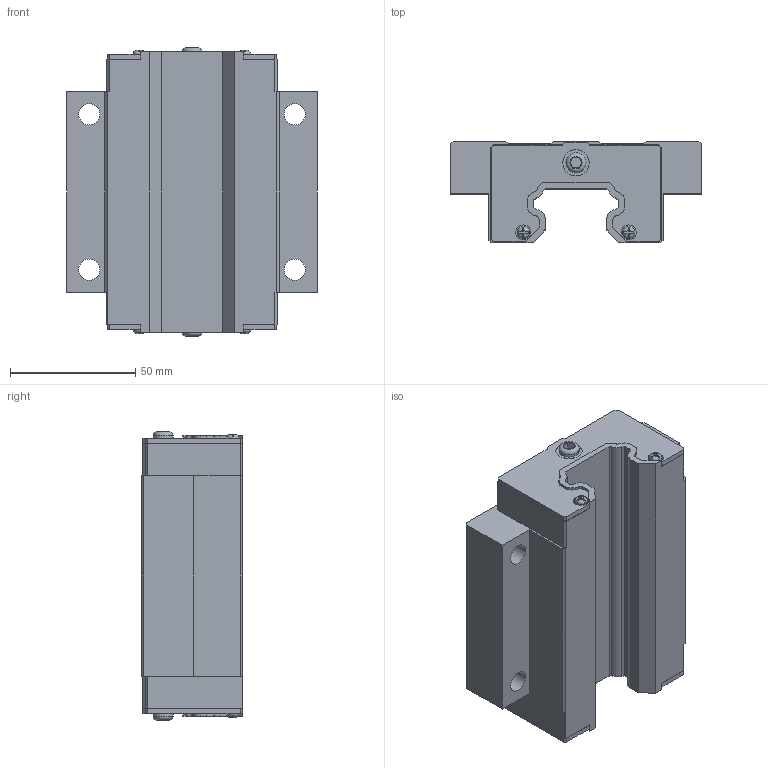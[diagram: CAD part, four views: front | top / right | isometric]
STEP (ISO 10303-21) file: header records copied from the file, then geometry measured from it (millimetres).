
FILE_DESCRIPTION(/* description */ (''),/* implementation_level */ '2;1');
FILE_NAME(/* name */ 'HCW35CC.stp',/* time_stamp */ '2020-08-10T14:36:43+03:00',/* author */ ('Prot'),/* organization */ (''),/* preprocessor_version */ 'ST-DEVELOPER v18',/* originating_system */ 'Autodesk Inventor 2020',/* authorisation */ '');
FILE_SCHEMA (('AUTOMOTIVE_DESIGN { 1 0 10303 214 3 1 1 }'));
Length unit declared in the file: millimetre
Products named in the file (1): HCH35CA
Bounding box: 100 x 40.5 x 115 mm (x, y, z)
Volume: 281725.9 mm3; surface area: 42005.1 mm2
Topology: 1 solids, 1 shells, 500 faces, 1402 edges, 934 vertices
Faces by surface type: plane 326, bspline 108, cylinder 60, cone 4, torus 2
Full cylindrical faces by diameter (mm): 5 x4, 6 x4, 8 x2, 8.5 x4, 10.5 x2
Entity records: 17345 total; most frequent: CARTESIAN_POINT 4539, ORIENTED_EDGE 2804, DIRECTION 2084, EDGE_CURVE 1402, LINE 986, VECTOR 986, VERTEX_POINT 934, AXIS2_PLACEMENT_3D 549
